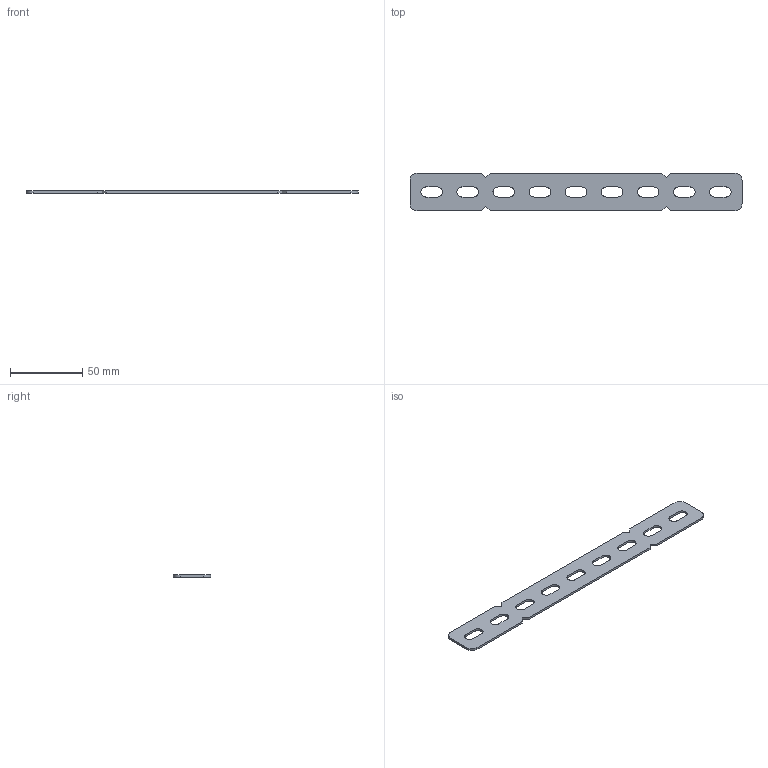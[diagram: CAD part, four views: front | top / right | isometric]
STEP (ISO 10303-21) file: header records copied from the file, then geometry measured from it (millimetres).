
FILE_DESCRIPTION (( 'STEP AP214' ), '1' );
FILE_NAME ('pcp ﾏ褞籵澵隆 裝. EKF.STEP', '2020-08-26T14:02:03', ( '' ), ( '' ), 'SwSTEP 2.0', 'SolidWorks 2019', '' );
FILE_SCHEMA (( 'AUTOMOTIVE_DESIGN' ));
Length unit declared in the file: millimetre
Products named in the file (1): pcp ﾏ褞籵澵隆 裝. EKF
Bounding box: 230 x 26 x 1.5 mm (x, y, z)
Volume: 7608.3 mm3; surface area: 11427.3 mm2
Topology: 1 solids, 1 shells, 67 faces, 195 edges, 130 vertices
Faces by surface type: plane 36, cylinder 31
Entity records: 2301 total; most frequent: DIRECTION 393, CARTESIAN_POINT 393, ORIENTED_EDGE 390, EDGE_CURVE 195, LINE 133, VECTOR 133, AXIS2_PLACEMENT_3D 130, VERTEX_POINT 130
